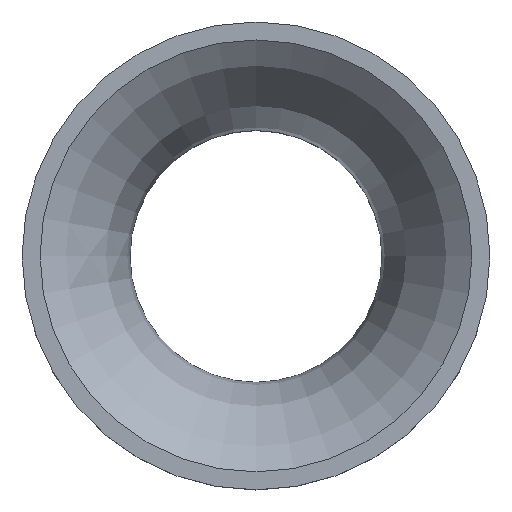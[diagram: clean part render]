
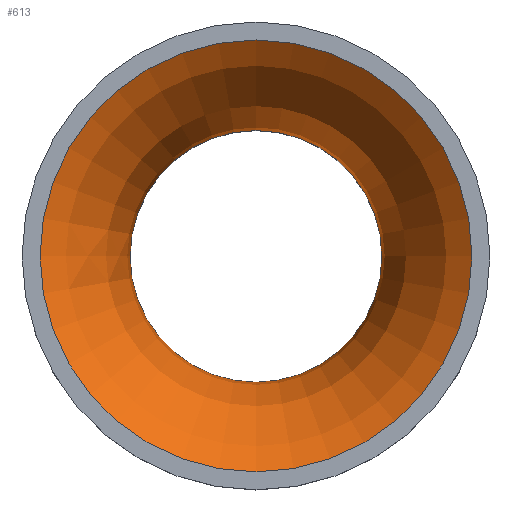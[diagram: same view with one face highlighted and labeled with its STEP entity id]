
A CAD part, top view. The second image highlights one B-rep face of the part: STEP entity #613.
In plain terms, the highlighted toroidal (fillet/blend) face has major radius 35.2 mm and minor radius 21.2 mm.
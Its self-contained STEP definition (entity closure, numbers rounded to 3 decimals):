
#24=TOROIDAL_SURFACE('',#684,35.2,21.2);
#70=FACE_OUTER_BOUND('',#112,.T.);
#112=EDGE_LOOP('',(#538,#539,#540,#541));
#137=CIRCLE('',#683,24.);
#138=CIRCLE('',#685,14.);
#139=CIRCLE('',#686,21.2);
#285=VERTEX_POINT('',#3336);
#286=VERTEX_POINT('',#3339);
#372=EDGE_CURVE('',#285,#285,#137,.T.);
#373=EDGE_CURVE('',#286,#286,#138,.T.);
#374=EDGE_CURVE('',#286,#285,#139,.T.);
#538=ORIENTED_EDGE('',*,*,#373,.F.);
#539=ORIENTED_EDGE('',*,*,#374,.T.);
#540=ORIENTED_EDGE('',*,*,#372,.T.);
#541=ORIENTED_EDGE('',*,*,#374,.F.);
#613=ADVANCED_FACE('',(#70),#24,.T.);
#683=AXIS2_PLACEMENT_3D('',#3337,#821,#822);
#684=AXIS2_PLACEMENT_3D('',#3338,#823,#824);
#685=AXIS2_PLACEMENT_3D('',#3340,#825,#826);
#686=AXIS2_PLACEMENT_3D('',#3341,#827,#828);
#821=DIRECTION('center_axis',(0.,0.,1.));
#822=DIRECTION('ref_axis',(1.,0.,0.));
#823=DIRECTION('center_axis',(0.,0.,1.));
#824=DIRECTION('ref_axis',(1.,0.,0.));
#825=DIRECTION('center_axis',(0.,0.,1.));
#826=DIRECTION('ref_axis',(1.,0.,0.));
#827=DIRECTION('center_axis',(0.,-1.,0.));
#828=DIRECTION('ref_axis',(-1.,0.,0.));
#3336=CARTESIAN_POINT('',(-24.,0.,57.));
#3337=CARTESIAN_POINT('Origin',(0.,0.,57.));
#3338=CARTESIAN_POINT('Origin',(0.,0.,39.));
#3339=CARTESIAN_POINT('',(-14.,0.,39.));
#3340=CARTESIAN_POINT('Origin',(0.,0.,39.));
#3341=CARTESIAN_POINT('Origin',(-35.2,0.,39.));
